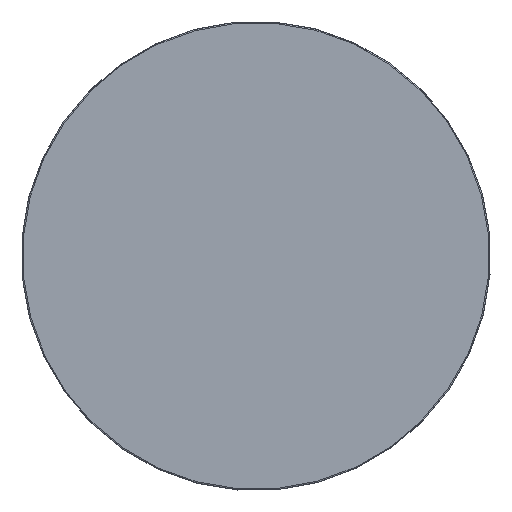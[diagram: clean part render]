
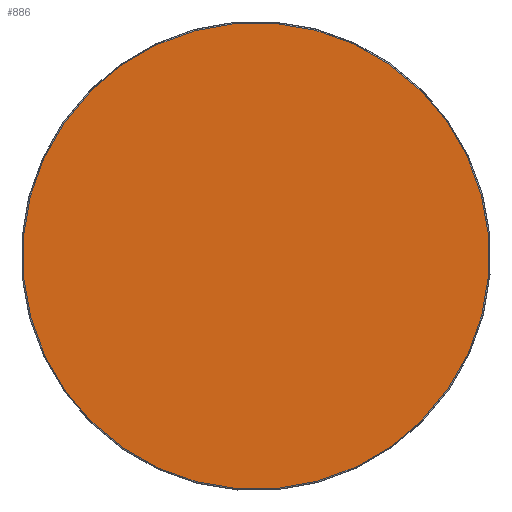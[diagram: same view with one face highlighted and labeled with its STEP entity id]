
A CAD part, front view. The second image highlights one B-rep face of the part: STEP entity #886.
In plain terms, the highlighted planar face has unit normal (0, -1, 0).
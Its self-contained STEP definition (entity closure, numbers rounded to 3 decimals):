
#109=CIRCLE('',#1016,25.856);
#110=CIRCLE('',#1017,25.856);
#165=FACE_OUTER_BOUND('',#215,.T.);
#215=EDGE_LOOP('',(#732,#733));
#387=VERTEX_POINT('',#1516);
#388=VERTEX_POINT('',#1517);
#505=EDGE_CURVE('',#387,#388,#109,.T.);
#506=EDGE_CURVE('',#388,#387,#110,.T.);
#732=ORIENTED_EDGE('',*,*,#505,.T.);
#733=ORIENTED_EDGE('',*,*,#506,.T.);
#798=PLANE('',#1019);
#886=ADVANCED_FACE('',(#165),#798,.T.);
#1016=AXIS2_PLACEMENT_3D('',#1518,#1269,#1270);
#1017=AXIS2_PLACEMENT_3D('',#1519,#1271,#1272);
#1019=AXIS2_PLACEMENT_3D('',#1521,#1275,#1276);
#1269=DIRECTION('center_axis',(0.,-1.,0.));
#1270=DIRECTION('ref_axis',(0.904,0.,0.428));
#1271=DIRECTION('center_axis',(0.,-1.,0.));
#1272=DIRECTION('ref_axis',(0.904,0.,0.428));
#1275=DIRECTION('center_axis',(0.,-1.,0.));
#1276=DIRECTION('ref_axis',(0.428,0.,-0.904));
#1516=CARTESIAN_POINT('',(23.363,0.,11.079));
#1517=CARTESIAN_POINT('',(-11.079,0.,23.363));
#1518=CARTESIAN_POINT('Origin',(0.,0.,0.));
#1519=CARTESIAN_POINT('Origin',(0.,0.,0.));
#1521=CARTESIAN_POINT('Origin',(11.681,0.,5.539));
